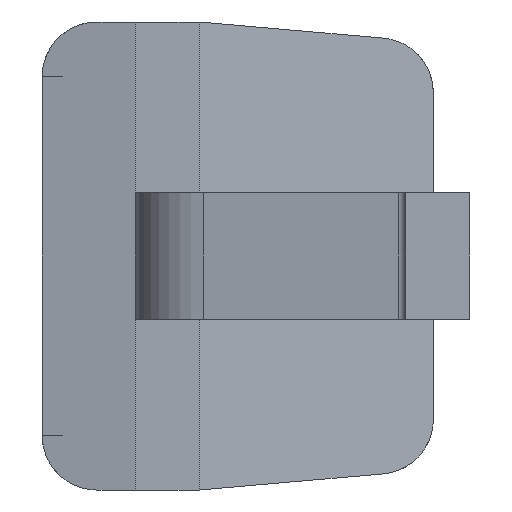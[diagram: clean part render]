
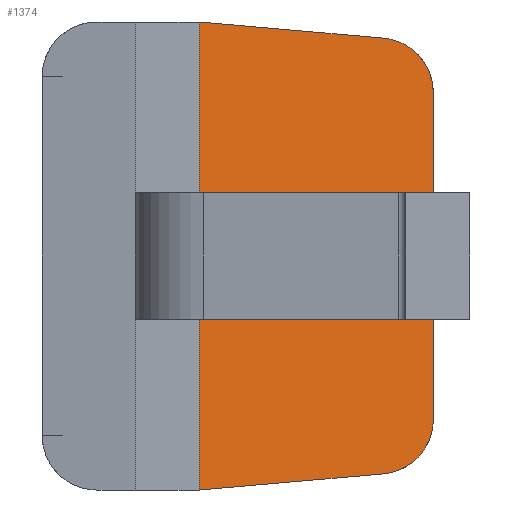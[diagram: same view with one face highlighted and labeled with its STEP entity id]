
A CAD part, left-side view. The second image highlights one B-rep face of the part: STEP entity #1374.
In plain terms, the highlighted planar face has unit normal (-0.985, -0.174, 0).
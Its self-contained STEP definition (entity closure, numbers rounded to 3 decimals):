
#6 = LINE ( 'NONE', #1095, #735 ) ;
#51 = CARTESIAN_POINT ( 'NONE',  ( -0.741, 0.237, 0.596 ) ) ;
#60 =( BOUNDED_CURVE ( )  B_SPLINE_CURVE ( 3, ( #234, #710, #576, #1062 ),
 .UNSPECIFIED., .F., .F. ) 
 B_SPLINE_CURVE_WITH_KNOTS ( ( 4, 4 ),
 ( 0., 1.484 ),
 .UNSPECIFIED. ) 
 CURVE ( )  GEOMETRIC_REPRESENTATION_ITEM ( )  RATIONAL_B_SPLINE_CURVE ( ( 1., 0.825, 0.825, 1. ) ) 
 REPRESENTATION_ITEM ( '' )  );
#123 = CARTESIAN_POINT ( 'NONE',  ( -0.717, 0.1, -0.528 ) ) ;
#143 = VECTOR ( 'NONE', #835, 1000. ) ;
#167 = VERTEX_POINT ( 'NONE', #1128 ) ;
#234 = CARTESIAN_POINT ( 'NONE',  ( -0.717, 0.1, 0.447 ) ) ;
#258 = CARTESIAN_POINT ( 'NONE',  ( -0.741, 0.237, -0.596 ) ) ;
#374 = CARTESIAN_POINT ( 'NONE',  ( -0.727, 0.155, -0.589 ) ) ;
#398 = CARTESIAN_POINT ( 'NONE',  ( -0.717, 0.1, 0.447 ) ) ;
#481 = CARTESIAN_POINT ( 'NONE',  ( -0.717, 0.1, -0.447 ) ) ;
#503 = CARTESIAN_POINT ( 'NONE',  ( -0.83, 0.74, 0.64 ) ) ;
#576 = CARTESIAN_POINT ( 'NONE',  ( -0.727, 0.155, 0.589 ) ) ;
#600 = ORIENTED_EDGE ( 'NONE', *, *, #1498, .T. ) ;
#613 = VERTEX_POINT ( 'NONE', #1186 ) ;
#642 = EDGE_CURVE ( 'NONE', #167, #613, #1348, .T. ) ;
#671 = CARTESIAN_POINT ( 'NONE',  ( -0.678, -0.12, 0.64 ) ) ;
#684 = VERTEX_POINT ( 'NONE', #398 ) ;
#710 = CARTESIAN_POINT ( 'NONE',  ( -0.717, 0.1, 0.528 ) ) ;
#730 = VERTEX_POINT ( 'NONE', #51 ) ;
#735 = VECTOR ( 'NONE', #852, 1000. ) ;
#737 = CARTESIAN_POINT ( 'NONE',  ( -0.661, -0.221, -0.556 ) ) ;
#751 = LINE ( 'NONE', #737, #770 ) ;
#770 = VECTOR ( 'NONE', #1345, 1000. ) ;
#809 = CARTESIAN_POINT ( 'NONE',  ( -0.83, 0.74, -0.64 ) ) ;
#835 = DIRECTION ( 'NONE',  ( 0., 0., -1. ) ) ;
#852 = DIRECTION ( 'NONE',  ( 0., 0., -1. ) ) ;
#886 = DIRECTION ( 'NONE',  ( 0.985, 0.174, 0. ) ) ;
#906 = PLANE ( 'NONE',  #1362 ) ;
#909 = EDGE_CURVE ( 'NONE', #1093, #167, #751, .T. ) ;
#926 = EDGE_CURVE ( 'NONE', #1382, #1093, #6, .T. ) ;
#1016 = VECTOR ( 'NONE', #1228, 1000. ) ;
#1028 = ORIENTED_EDGE ( 'NONE', *, *, #1099, .T. ) ;
#1062 = CARTESIAN_POINT ( 'NONE',  ( -0.741, 0.237, 0.596 ) ) ;
#1064 = ORIENTED_EDGE ( 'NONE', *, *, #926, .T. ) ;
#1072 = ORIENTED_EDGE ( 'NONE', *, *, #1248, .F. ) ;
#1074 = CARTESIAN_POINT ( 'NONE',  ( -0.717, 0.1, 0.64 ) ) ;
#1093 = VERTEX_POINT ( 'NONE', #809 ) ;
#1095 = CARTESIAN_POINT ( 'NONE',  ( -0.83, 0.74, 0.64 ) ) ;
#1099 = EDGE_CURVE ( 'NONE', #684, #730, #60, .T. ) ;
#1103 = FACE_OUTER_BOUND ( 'NONE', #1477, .T. ) ;
#1128 = CARTESIAN_POINT ( 'NONE',  ( -0.741, 0.237, -0.596 ) ) ;
#1138 = LINE ( 'NONE', #1459, #1016 ) ;
#1157 = LINE ( 'NONE', #1074, #143 ) ;
#1186 = CARTESIAN_POINT ( 'NONE',  ( -0.717, 0.1, -0.447 ) ) ;
#1202 = ORIENTED_EDGE ( 'NONE', *, *, #909, .T. ) ;
#1228 = DIRECTION ( 'NONE',  ( -0.173, 0.981, 0.086 ) ) ;
#1248 = EDGE_CURVE ( 'NONE', #684, #613, #1157, .T. ) ;
#1345 = DIRECTION ( 'NONE',  ( 0.173, -0.981, 0.086 ) ) ;
#1348 =( BOUNDED_CURVE ( )  B_SPLINE_CURVE ( 3, ( #258, #374, #123, #481 ),
 .UNSPECIFIED., .F., .T. ) 
 B_SPLINE_CURVE_WITH_KNOTS ( ( 4, 4 ),
 ( 4.8, 6.283 ),
 .UNSPECIFIED. ) 
 CURVE ( )  GEOMETRIC_REPRESENTATION_ITEM ( )  RATIONAL_B_SPLINE_CURVE ( ( 1., 0.825, 0.825, 1. ) ) 
 REPRESENTATION_ITEM ( '' )  );
#1362 = AXIS2_PLACEMENT_3D ( 'NONE', #671, #886, #1535 ) ;
#1374 = ADVANCED_FACE ( 'NONE', ( #1103 ), #906, .F. ) ;
#1382 = VERTEX_POINT ( 'NONE', #503 ) ;
#1413 = ORIENTED_EDGE ( 'NONE', *, *, #642, .T. ) ;
#1459 = CARTESIAN_POINT ( 'NONE',  ( -0.68, -0.113, 0.565 ) ) ;
#1477 = EDGE_LOOP ( 'NONE', ( #1202, #1413, #1072, #1028, #600, #1064 ) ) ;
#1498 = EDGE_CURVE ( 'NONE', #730, #1382, #1138, .T. ) ;
#1535 = DIRECTION ( 'NONE',  ( -0.174, 0.985, 0. ) ) ;
